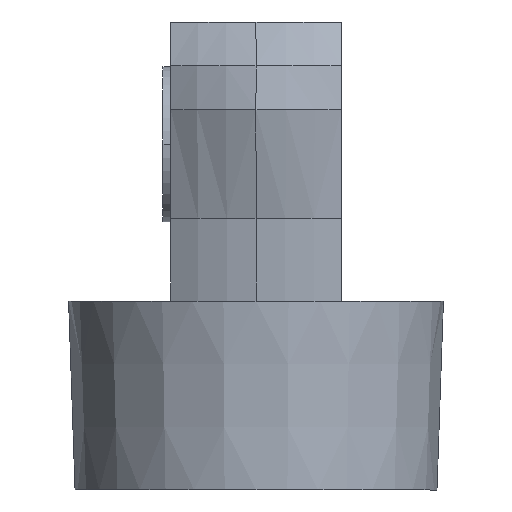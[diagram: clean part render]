
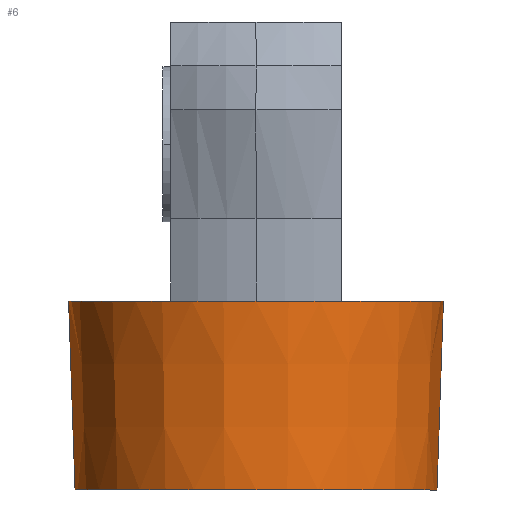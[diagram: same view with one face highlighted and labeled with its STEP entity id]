
A CAD part, front view. The second image highlights one B-rep face of the part: STEP entity #6.
In plain terms, the highlighted conical face has half-angle 1.96 degrees and reference radius 7.25 mm.
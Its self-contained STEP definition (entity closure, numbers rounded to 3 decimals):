
#6 = ADVANCED_FACE ( 'NONE', ( #1419 ), #930, .T. ) ;
#83 = EDGE_LOOP ( 'NONE', ( #162, #1641, #1221, #1671 ) ) ;
#85 = EDGE_CURVE ( 'NONE', #333, #675, #1544, .T. ) ;
#100 = DIRECTION ( 'NONE',  ( -0.034, 0., 0.999 ) ) ;
#162 = ORIENTED_EDGE ( 'NONE', *, *, #819, .F. ) ;
#234 = CARTESIAN_POINT ( 'NONE',  ( -4.935, -26.307, 7.306 ) ) ;
#244 = DIRECTION ( 'NONE',  ( 0., 0., -1. ) ) ;
#246 = VERTEX_POINT ( 'NONE', #581 ) ;
#322 = CARTESIAN_POINT ( 'NONE',  ( -12.185, -26.307, 0. ) ) ;
#333 = VERTEX_POINT ( 'NONE', #641 ) ;
#366 = CARTESIAN_POINT ( 'NONE',  ( -19.435, -26.307, 7.306 ) ) ;
#555 = EDGE_CURVE ( 'NONE', #333, #1513, #645, .T. ) ;
#581 = CARTESIAN_POINT ( 'NONE',  ( -19.435, -26.307, 7.306 ) ) ;
#592 = DIRECTION ( 'NONE',  ( 0., 0., -1. ) ) ;
#641 = CARTESIAN_POINT ( 'NONE',  ( -5.185, -26.307, 0. ) ) ;
#645 = LINE ( 'NONE', #732, #1621 ) ;
#666 = CARTESIAN_POINT ( 'NONE',  ( -12.185, -26.307, 7.306 ) ) ;
#675 = VERTEX_POINT ( 'NONE', #1247 ) ;
#696 = CARTESIAN_POINT ( 'NONE',  ( -12.185, -26.307, 7.306 ) ) ;
#715 = AXIS2_PLACEMENT_3D ( 'NONE', #696, #1606, #1517 ) ;
#732 = CARTESIAN_POINT ( 'NONE',  ( -4.935, -26.307, 7.306 ) ) ;
#803 = VECTOR ( 'NONE', #100, 1000. ) ;
#819 = EDGE_CURVE ( 'NONE', #675, #246, #1261, .T. ) ;
#885 = CIRCLE ( 'NONE', #937, 7.25 ) ;
#930 = CONICAL_SURFACE ( 'NONE', #715, 7.25, 0.034 ) ;
#937 = AXIS2_PLACEMENT_3D ( 'NONE', #666, #244, #1311 ) ;
#997 = DIRECTION ( 'NONE',  ( 0.034, 0., 0.999 ) ) ;
#1221 = ORIENTED_EDGE ( 'NONE', *, *, #555, .T. ) ;
#1247 = CARTESIAN_POINT ( 'NONE',  ( -19.185, -26.307, 0. ) ) ;
#1261 = LINE ( 'NONE', #366, #803 ) ;
#1311 = DIRECTION ( 'NONE',  ( -1., 0., 0. ) ) ;
#1356 = AXIS2_PLACEMENT_3D ( 'NONE', #322, #592, #1516 ) ;
#1419 = FACE_OUTER_BOUND ( 'NONE', #83, .T. ) ;
#1500 = EDGE_CURVE ( 'NONE', #1513, #246, #885, .T. ) ;
#1513 = VERTEX_POINT ( 'NONE', #234 ) ;
#1516 = DIRECTION ( 'NONE',  ( -1., 0., 0. ) ) ;
#1517 = DIRECTION ( 'NONE',  ( 1., 0., 0. ) ) ;
#1544 = CIRCLE ( 'NONE', #1356, 7. ) ;
#1606 = DIRECTION ( 'NONE',  ( 0., 0., 1. ) ) ;
#1621 = VECTOR ( 'NONE', #997, 1000. ) ;
#1641 = ORIENTED_EDGE ( 'NONE', *, *, #85, .F. ) ;
#1671 = ORIENTED_EDGE ( 'NONE', *, *, #1500, .T. ) ;
